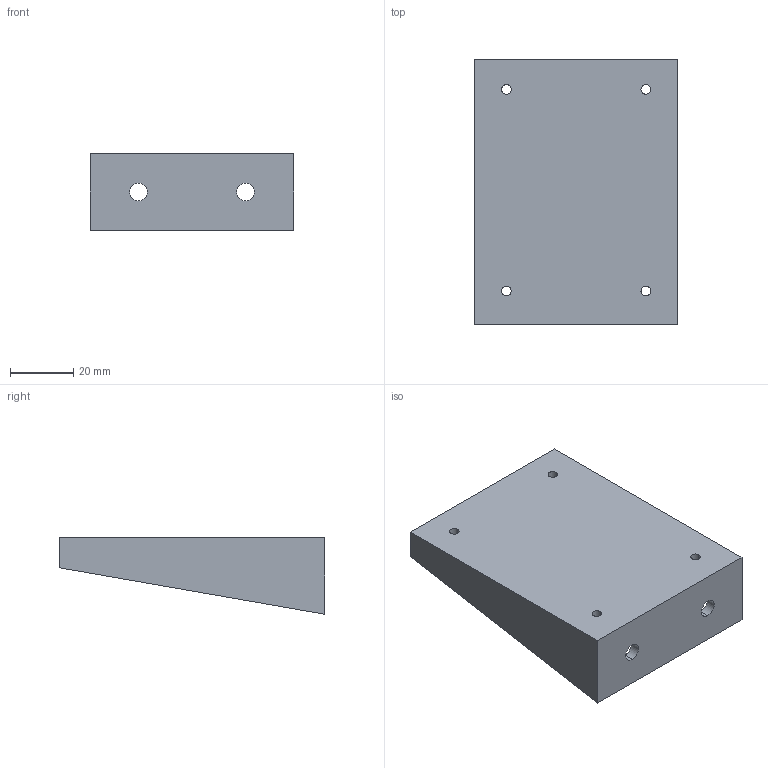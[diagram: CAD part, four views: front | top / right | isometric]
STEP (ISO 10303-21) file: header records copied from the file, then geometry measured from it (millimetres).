
FILE_DESCRIPTION (( 'STEP AP214' ), '1' );
FILE_NAME ('teensy_mount.STEP', '2023-10-23T20:27:20', ( '' ), ( '' ), 'SwSTEP 2.0', 'SolidWorks 2023', '' );
FILE_SCHEMA (( 'AUTOMOTIVE_DESIGN' ));
Length unit declared in the file: inch
Products named in the file (1): teensy_mount
Bounding box: 64.31 x 83.95 x 24.13 mm (x, y, z)
Volume: 27943 mm3; surface area: 18269.5 mm2
Topology: 1 solids, 1 shells, 39 faces, 97 edges, 58 vertices
Faces by surface type: cylinder 23, plane 10, sphere 2, torus 2, bspline 2
Entity records: 1244 total; most frequent: CARTESIAN_POINT 269, DIRECTION 207, ORIENTED_EDGE 190, EDGE_CURVE 95, AXIS2_PLACEMENT_3D 80, VERTEX_POINT 58, EDGE_LOOP 51, LINE 47
